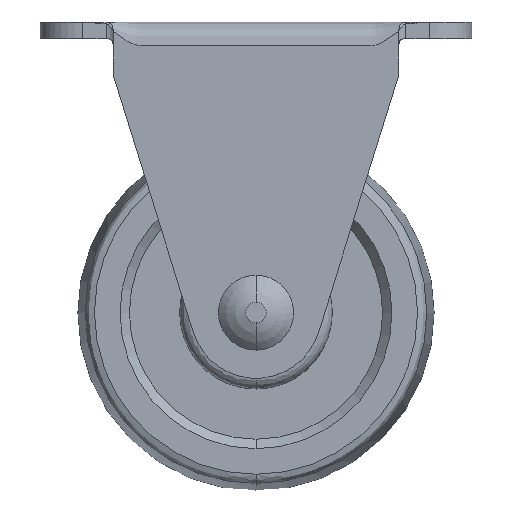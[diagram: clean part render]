
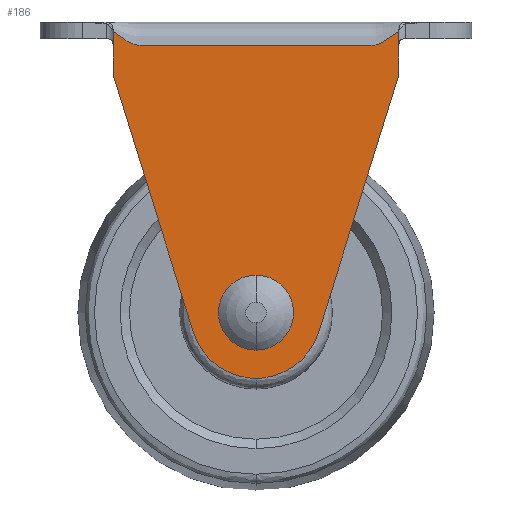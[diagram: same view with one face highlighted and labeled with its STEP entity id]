
A CAD part, front view. The second image highlights one B-rep face of the part: STEP entity #186.
In plain terms, the highlighted planar face has unit normal (0, -1, 0).
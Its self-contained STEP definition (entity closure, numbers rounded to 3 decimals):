
#186=ADVANCED_FACE('',(#645,#646),#644,.T.);
#644=PLANE('',#2046);
#645=FACE_OUTER_BOUND('',#2047,.T.);
#646=FACE_BOUND('',#2048,.T.);
#2043=CARTESIAN_POINT('',(-18.3,-12.8,33.7));
#2044=DIRECTION('',(0.,-1.,0.));
#2045=DIRECTION('',(0.,0.,-1.));
#2046=AXIS2_PLACEMENT_3D('',#2043,#2044,#2045);
#2047=EDGE_LOOP('',(#3101,#3102,#3103,#3104,#3105,#3106,#3107,#3108));
#2048=EDGE_LOOP('',(#3109,#3110));
#3101=ORIENTED_EDGE('',*,*,#3557,.T.);
#3102=ORIENTED_EDGE('',*,*,#3486,.T.);
#3103=ORIENTED_EDGE('',*,*,#3489,.F.);
#3104=ORIENTED_EDGE('',*,*,#3558,.F.);
#3105=ORIENTED_EDGE('',*,*,#3559,.T.);
#3106=ORIENTED_EDGE('',*,*,#3560,.T.);
#3107=ORIENTED_EDGE('',*,*,#3561,.T.);
#3108=ORIENTED_EDGE('',*,*,#3562,.T.);
#3109=ORIENTED_EDGE('',*,*,#3563,.F.);
#3110=ORIENTED_EDGE('',*,*,#3564,.F.);
#3486=EDGE_CURVE('',#4058,#4045,#4059,.T.);
#3489=EDGE_CURVE('',#4078,#4045,#4079,.T.);
#3557=EDGE_CURVE('',#4546,#4058,#4547,.T.);
#3558=EDGE_CURVE('',#4553,#4078,#4554,.T.);
#3559=EDGE_CURVE('',#4553,#4560,#4561,.T.);
#3560=EDGE_CURVE('',#4560,#4567,#4568,.T.);
#3561=EDGE_CURVE('',#4567,#4574,#4575,.T.);
#3562=EDGE_CURVE('',#4574,#4546,#4581,.T.);
#3563=EDGE_CURVE('',#4587,#4588,#4589,.T.);
#3564=EDGE_CURVE('',#4588,#4587,#4595,.T.);
#4045=VERTEX_POINT('',#5647);
#4058=VERTEX_POINT('',#5678);
#4059=(BOUNDED_CURVE() B_SPLINE_CURVE(3,(#5679,#5680,#5681,#5682,#5683,#5684,#5685,#5686,#5687,#5688,#5689,#5690,#5691,#5692,#5693,#5694,#5695,#5696,#5697,#5698,#5699),.UNSPECIFIED.,.F.,.F.) B_SPLINE_CURVE_WITH_KNOTS((4,1,1,1,1,1,1,1,1,1,1,1,1,1,1,1,1,1,4),(0.04,0.106,0.125,0.134,0.153,0.21,0.266,0.351,0.405,0.486,0.595,0.649,0.734,0.79,0.847,0.866,0.875,0.894,0.96),.UNSPECIFIED.) CURVE() GEOMETRIC_REPRESENTATION_ITEM() RATIONAL_B_SPLINE_CURVE((1.,1.,1.,1.,1.,1.,1.,1.,1.,1.,1.,1.,1.,1.,1.,1.,1.,1.,1.,1.,1.)) REPRESENTATION_ITEM('') );
#4078=VERTEX_POINT('',#5735);
#4079=LINE('',#5736,#5737);
#4546=VERTEX_POINT('',#6161);
#4547=LINE('',#6162,#6163);
#4553=VERTEX_POINT('',#6165);
#4554=LINE('',#6166,#6167);
#4560=VERTEX_POINT('',#6169);
#4561=LINE('',#6170,#6171);
#4567=VERTEX_POINT('',#6173);
#4568=CIRCLE('',#6177,7.);
#4574=VERTEX_POINT('',#6178);
#4575=LINE('',#6179,#6180);
#4581=LINE('',#6182,#6183);
#4587=VERTEX_POINT('',#6185);
#4588=VERTEX_POINT('',#6186);
#4589=CIRCLE('',#6190,3.);
#4595=CIRCLE('',#6194,3.);
#5647=CARTESIAN_POINT('',(-15.25,-12.8,30.));
#5678=CARTESIAN_POINT('',(15.25,-12.8,30.));
#5679=CARTESIAN_POINT('',(15.25,-12.8,30.));
#5680=CARTESIAN_POINT('',(14.652,-12.8,29.561));
#5681=CARTESIAN_POINT('',(13.885,-12.8,28.951));
#5682=CARTESIAN_POINT('',(12.877,-12.8,28.575));
#5683=CARTESIAN_POINT('',(12.349,-12.8,28.485));
#5684=CARTESIAN_POINT('',(11.385,-12.8,28.517));
#5685=CARTESIAN_POINT('',(9.892,-12.8,28.494));
#5686=CARTESIAN_POINT('',(7.647,-12.8,28.503));
#5687=CARTESIAN_POINT('',(5.429,-12.8,28.5));
#5688=CARTESIAN_POINT('',(2.927,-12.8,28.5));
#5689=CARTESIAN_POINT('',(0.154,-12.8,28.5));
#5690=CARTESIAN_POINT('',(-2.619,-12.8,28.5));
#5691=CARTESIAN_POINT('',(-5.429,-12.8,28.5));
#5692=CARTESIAN_POINT('',(-7.647,-12.8,28.503));
#5693=CARTESIAN_POINT('',(-9.892,-12.8,28.494));
#5694=CARTESIAN_POINT('',(-11.385,-12.8,28.517));
#5695=CARTESIAN_POINT('',(-12.349,-12.8,28.485));
#5696=CARTESIAN_POINT('',(-12.877,-12.8,28.575));
#5697=CARTESIAN_POINT('',(-13.885,-12.8,28.951));
#5698=CARTESIAN_POINT('',(-14.652,-12.8,29.561));
#5699=CARTESIAN_POINT('',(-15.25,-12.8,30.));
#5735=CARTESIAN_POINT('',(-15.25,-12.8,28.7));
#5736=CARTESIAN_POINT('',(-15.25,-12.8,28.7));
#5737=VECTOR('',#5738,1.3);
#5738=DIRECTION('',(0.,0.,1.));
#6161=CARTESIAN_POINT('',(15.25,-12.8,28.7));
#6162=CARTESIAN_POINT('',(15.25,-12.8,28.7));
#6163=VECTOR('',#6164,1.3);
#6164=DIRECTION('',(0.,0.,1.));
#6165=CARTESIAN_POINT('',(-15.25,-12.8,25.4));
#6166=CARTESIAN_POINT('',(-15.25,-12.8,25.4));
#6167=VECTOR('',#6168,3.3);
#6168=DIRECTION('',(0.,0.,1.));
#6169=CARTESIAN_POINT('',(-6.681,-12.8,-2.088));
#6170=CARTESIAN_POINT('',(-15.25,-12.8,25.4));
#6171=VECTOR('',#6172,28.792);
#6172=DIRECTION('',(0.298,0.,-0.955));
#6173=CARTESIAN_POINT('',(6.683,-12.8,-2.083));
#6174=CARTESIAN_POINT('',(0.,-12.8,0.));
#6175=DIRECTION('',(0.,-1.,0.));
#6176=DIRECTION('',(0.955,0.,-0.298));
#6177=AXIS2_PLACEMENT_3D('',#6174,#6175,#6176);
#6178=CARTESIAN_POINT('',(15.25,-12.8,25.4));
#6179=CARTESIAN_POINT('',(6.683,-12.8,-2.083));
#6180=VECTOR('',#6181,28.788);
#6181=DIRECTION('',(0.298,0.,0.955));
#6182=CARTESIAN_POINT('',(15.25,-12.8,25.4));
#6183=VECTOR('',#6184,3.3);
#6184=DIRECTION('',(0.,0.,1.));
#6185=CARTESIAN_POINT('',(0.,-12.8,-3.));
#6186=CARTESIAN_POINT('',(0.,-12.8,3.));
#6187=CARTESIAN_POINT('',(0.,-12.8,0.));
#6188=DIRECTION('',(0.,-1.,0.));
#6189=DIRECTION('',(0.,0.,1.));
#6190=AXIS2_PLACEMENT_3D('',#6187,#6188,#6189);
#6191=CARTESIAN_POINT('',(0.,-12.8,0.));
#6192=DIRECTION('',(0.,-1.,0.));
#6193=DIRECTION('',(0.,0.,1.));
#6194=AXIS2_PLACEMENT_3D('',#6191,#6192,#6193);
